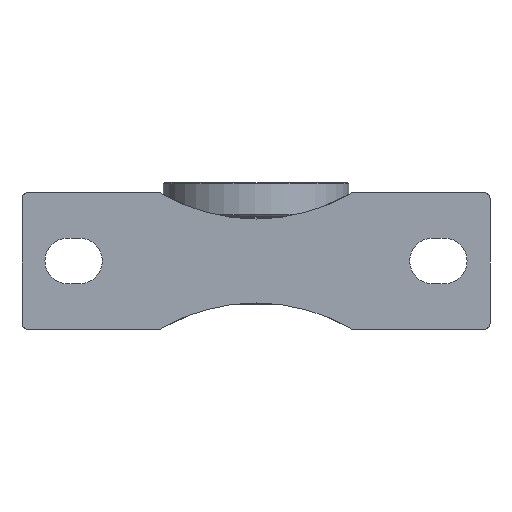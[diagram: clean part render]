
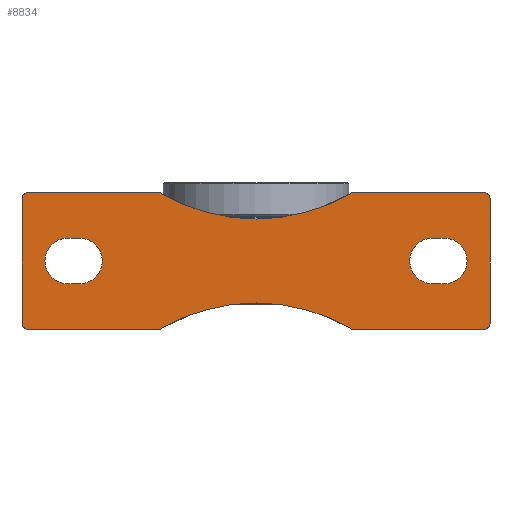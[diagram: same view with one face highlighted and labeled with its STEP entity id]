
A CAD part, front view. The second image highlights one B-rep face of the part: STEP entity #8834.
In plain terms, the highlighted face is planar.
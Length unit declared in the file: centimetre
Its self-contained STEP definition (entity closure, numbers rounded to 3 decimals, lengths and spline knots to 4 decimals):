
#8119=CARTESIAN_POINT('',(-2.975,-4.2368,0.));
#8120=VERTEX_POINT('',#8119);
#8127=CARTESIAN_POINT('',(-2.975,-9.946,0.));
#8128=VERTEX_POINT('',#8127);
#8129=CARTESIAN_POINT('',(-2.975,-12355.2,0.));
#8130=DIRECTION('',(0.,1.,0.));
#8131=VECTOR('',#8130,24690.);
#8132=LINE('',#8129,#8131);
#8133=EDGE_CURVE('',#8128,#8120,#8132,.T.);
#8272=CARTESIAN_POINT('',(2.721,10.2,0.));
#8273=VERTEX_POINT('',#8272);
#8280=CARTESIAN_POINT('',(-2.721,10.2,0.));
#8281=VERTEX_POINT('',#8280);
#8282=CARTESIAN_POINT('',(-12345.,10.2,0.));
#8283=DIRECTION('',(1.,0.,-0.));
#8284=VECTOR('',#8283,24690.);
#8285=LINE('',#8282,#8284);
#8286=EDGE_CURVE('',#8281,#8273,#8285,.T.);
#8303=CARTESIAN_POINT('',(2.975,9.946,0.));
#8304=VERTEX_POINT('',#8303);
#8311=CARTESIAN_POINT('',(2.721,9.946,0.));
#8312=DIRECTION('',(0.,-0.,1.));
#8313=DIRECTION('',(0.707,0.707,0.));
#8314=AXIS2_PLACEMENT_3D('',#8311,#8312,#8313);
#8315=CIRCLE('',#8314,0.254);
#8316=EDGE_CURVE('',#8304,#8273,#8315,.T.);
#8338=CARTESIAN_POINT('',(2.975,4.2368,0.));
#8339=VERTEX_POINT('',#8338);
#8346=CARTESIAN_POINT('',(2.975,12355.2,0.));
#8347=DIRECTION('',(0.,-1.,0.));
#8348=VECTOR('',#8347,24690.);
#8349=LINE('',#8346,#8348);
#8350=EDGE_CURVE('',#8304,#8339,#8349,.T.);
#8616=CARTESIAN_POINT('',(2.721,-10.2,0.));
#8617=VERTEX_POINT('',#8616);
#8624=CARTESIAN_POINT('',(2.975,-9.946,0.));
#8625=VERTEX_POINT('',#8624);
#8626=CARTESIAN_POINT('',(2.721,-9.946,0.));
#8627=DIRECTION('',(0.,0.,1.));
#8628=DIRECTION('',(0.707,-0.707,0.));
#8629=AXIS2_PLACEMENT_3D('',#8626,#8627,#8628);
#8630=CIRCLE('',#8629,0.254);
#8631=EDGE_CURVE('',#8617,#8625,#8630,.T.);
#8642=CARTESIAN_POINT('',(1.3307,-5.3134,0.));
#8643=DIRECTION('',(0.,0.,1.));
#8644=DIRECTION('',(1.,0.,0.));
#8645=AXIS2_PLACEMENT_3D('',#8642,#8643,#8644);
#8646=PLANE('',#8645);
#8647=ORIENTED_EDGE('',*,*,#8316,.F.);
#8648=ORIENTED_EDGE('',*,*,#8350,.T.);
#8649=CARTESIAN_POINT('',(2.9404,4.1087,0.));
#8650=VERTEX_POINT('',#8649);
#8651=CARTESIAN_POINT('',(2.721,4.2368,0.));
#8652=DIRECTION('',(0.,0.,1.));
#8653=DIRECTION('',(0.965,-0.261,0.));
#8654=AXIS2_PLACEMENT_3D('',#8651,#8652,#8653);
#8655=CIRCLE('',#8654,0.254);
#8656=EDGE_CURVE('',#8650,#8339,#8655,.T.);
#8657=ORIENTED_EDGE('',*,*,#8656,.F.);
#8658=CARTESIAN_POINT('',(1.8288,0.,0.));
#8659=VERTEX_POINT('',#8658);
#8660=CARTESIAN_POINT('',(9.9783,0.,0.));
#8661=DIRECTION('',(0.,0.,1.));
#8662=DIRECTION('',(1.,0.,-0.));
#8663=AXIS2_PLACEMENT_3D('',#8660,#8661,#8662);
#8664=CIRCLE('',#8663,8.1495);
#8665=EDGE_CURVE('',#8650,#8659,#8664,.T.);
#8666=ORIENTED_EDGE('',*,*,#8665,.T.);
#8667=CARTESIAN_POINT('',(2.9404,-4.1087,0.));
#8668=VERTEX_POINT('',#8667);
#8669=CARTESIAN_POINT('',(9.9783,0.,0.));
#8670=DIRECTION('',(0.,0.,1.));
#8671=DIRECTION('',(1.,0.,-0.));
#8672=AXIS2_PLACEMENT_3D('',#8669,#8670,#8671);
#8673=CIRCLE('',#8672,8.1495);
#8674=EDGE_CURVE('',#8659,#8668,#8673,.T.);
#8675=ORIENTED_EDGE('',*,*,#8674,.T.);
#8676=CARTESIAN_POINT('',(2.975,-4.2368,0.));
#8677=VERTEX_POINT('',#8676);
#8678=CARTESIAN_POINT('',(2.721,-4.2368,0.));
#8679=DIRECTION('',(0.,-0.,1.));
#8680=DIRECTION('',(0.965,0.261,0.));
#8681=AXIS2_PLACEMENT_3D('',#8678,#8679,#8680);
#8682=CIRCLE('',#8681,0.254);
#8683=EDGE_CURVE('',#8677,#8668,#8682,.T.);
#8684=ORIENTED_EDGE('',*,*,#8683,.F.);
#8685=CARTESIAN_POINT('',(2.975,-12355.2,0.));
#8686=DIRECTION('',(0.,1.,0.));
#8687=VECTOR('',#8686,24690.);
#8688=LINE('',#8685,#8687);
#8689=EDGE_CURVE('',#8625,#8677,#8688,.T.);
#8690=ORIENTED_EDGE('',*,*,#8689,.F.);
#8691=ORIENTED_EDGE('',*,*,#8631,.F.);
#8692=CARTESIAN_POINT('',(-2.721,-10.2,0.));
#8693=VERTEX_POINT('',#8692);
#8694=CARTESIAN_POINT('',(-12345.,-10.2,0.));
#8695=DIRECTION('',(1.,0.,-0.));
#8696=VECTOR('',#8695,24690.);
#8697=LINE('',#8694,#8696);
#8698=EDGE_CURVE('',#8693,#8617,#8697,.T.);
#8699=ORIENTED_EDGE('',*,*,#8698,.F.);
#8700=CARTESIAN_POINT('',(-2.721,-9.946,0.));
#8701=DIRECTION('',(0.,0.,1.));
#8702=DIRECTION('',(-0.707,-0.707,0.));
#8703=AXIS2_PLACEMENT_3D('',#8700,#8701,#8702);
#8704=CIRCLE('',#8703,0.254);
#8705=EDGE_CURVE('',#8128,#8693,#8704,.T.);
#8706=ORIENTED_EDGE('',*,*,#8705,.F.);
#8707=ORIENTED_EDGE('',*,*,#8133,.T.);
#8708=CARTESIAN_POINT('',(-2.9404,-4.1087,0.));
#8709=VERTEX_POINT('',#8708);
#8710=CARTESIAN_POINT('',(-2.721,-4.2368,0.));
#8711=DIRECTION('',(0.,0.,1.));
#8712=DIRECTION('',(-0.965,0.261,0.));
#8713=AXIS2_PLACEMENT_3D('',#8710,#8711,#8712);
#8714=CIRCLE('',#8713,0.254);
#8715=EDGE_CURVE('',#8709,#8120,#8714,.T.);
#8716=ORIENTED_EDGE('',*,*,#8715,.F.);
#8717=CARTESIAN_POINT('',(-1.8288,-0.,0.));
#8718=VERTEX_POINT('',#8717);
#8719=CARTESIAN_POINT('',(-9.9783,0.,0.));
#8720=DIRECTION('',(0.,0.,-1.));
#8721=DIRECTION('',(-1.,0.,0.));
#8722=AXIS2_PLACEMENT_3D('',#8719,#8720,#8721);
#8723=CIRCLE('',#8722,8.1495);
#8724=EDGE_CURVE('',#8718,#8709,#8723,.T.);
#8725=ORIENTED_EDGE('',*,*,#8724,.F.);
#8726=CARTESIAN_POINT('',(-2.9404,4.1087,0.));
#8727=VERTEX_POINT('',#8726);
#8728=CARTESIAN_POINT('',(-9.9783,0.,0.));
#8729=DIRECTION('',(0.,0.,-1.));
#8730=DIRECTION('',(-1.,0.,0.));
#8731=AXIS2_PLACEMENT_3D('',#8728,#8729,#8730);
#8732=CIRCLE('',#8731,8.1495);
#8733=EDGE_CURVE('',#8727,#8718,#8732,.T.);
#8734=ORIENTED_EDGE('',*,*,#8733,.F.);
#8735=CARTESIAN_POINT('',(-2.975,4.2368,0.));
#8736=VERTEX_POINT('',#8735);
#8737=CARTESIAN_POINT('',(-2.721,4.2368,0.));
#8738=DIRECTION('',(0.,0.,1.));
#8739=DIRECTION('',(-0.965,-0.261,0.));
#8740=AXIS2_PLACEMENT_3D('',#8737,#8738,#8739);
#8741=CIRCLE('',#8740,0.254);
#8742=EDGE_CURVE('',#8736,#8727,#8741,.T.);
#8743=ORIENTED_EDGE('',*,*,#8742,.F.);
#8744=CARTESIAN_POINT('',(-2.975,9.946,0.));
#8745=VERTEX_POINT('',#8744);
#8746=CARTESIAN_POINT('',(-2.975,12355.2,0.));
#8747=DIRECTION('',(0.,-1.,0.));
#8748=VECTOR('',#8747,24690.);
#8749=LINE('',#8746,#8748);
#8750=EDGE_CURVE('',#8745,#8736,#8749,.T.);
#8751=ORIENTED_EDGE('',*,*,#8750,.F.);
#8752=CARTESIAN_POINT('',(-2.721,9.946,0.));
#8753=DIRECTION('',(0.,0.,1.));
#8754=DIRECTION('',(-0.707,0.707,0.));
#8755=AXIS2_PLACEMENT_3D('',#8752,#8753,#8754);
#8756=CIRCLE('',#8755,0.254);
#8757=EDGE_CURVE('',#8281,#8745,#8756,.T.);
#8758=ORIENTED_EDGE('',*,*,#8757,.F.);
#8759=ORIENTED_EDGE('',*,*,#8286,.T.);
#8760=EDGE_LOOP('',(#8647,#8648,#8657,#8666,#8675,#8684,#8690,#8691,#8699,#8706,#8707,#8716,#8725,#8734,#8743,#8751,#8758,#8759));
#8761=FACE_BOUND('',#8760,.T.);
#8762=CARTESIAN_POINT('',(1.,8.2,0.));
#8763=VERTEX_POINT('',#8762);
#8764=CARTESIAN_POINT('',(-1.,8.2,0.));
#8765=VERTEX_POINT('',#8764);
#8766=CARTESIAN_POINT('',(0.,8.2,0.));
#8767=DIRECTION('',(0.,0.,1.));
#8768=DIRECTION('',(-1.,0.,0.));
#8769=AXIS2_PLACEMENT_3D('',#8766,#8767,#8768);
#8770=CIRCLE('',#8769,1.);
#8771=EDGE_CURVE('',#8763,#8765,#8770,.T.);
#8772=ORIENTED_EDGE('',*,*,#8771,.T.);
#8773=CARTESIAN_POINT('',(-1.,7.7,0.));
#8774=VERTEX_POINT('',#8773);
#8775=CARTESIAN_POINT('',(-1.,12346.3183,0.));
#8776=DIRECTION('',(0.,-1.,0.));
#8777=VECTOR('',#8776,24690.);
#8778=LINE('',#8775,#8777);
#8779=EDGE_CURVE('',#8765,#8774,#8778,.T.);
#8780=ORIENTED_EDGE('',*,*,#8779,.T.);
#8781=CARTESIAN_POINT('',(1.,7.7,0.));
#8782=VERTEX_POINT('',#8781);
#8783=CARTESIAN_POINT('',(0.,7.7,0.));
#8784=DIRECTION('',(0.,0.,1.));
#8785=DIRECTION('',(-1.,0.,0.));
#8786=AXIS2_PLACEMENT_3D('',#8783,#8784,#8785);
#8787=CIRCLE('',#8786,1.);
#8788=EDGE_CURVE('',#8774,#8782,#8787,.T.);
#8789=ORIENTED_EDGE('',*,*,#8788,.T.);
#8790=CARTESIAN_POINT('',(1.,-12343.6817,0.));
#8791=DIRECTION('',(0.,1.,-0.));
#8792=VECTOR('',#8791,24690.);
#8793=LINE('',#8790,#8792);
#8794=EDGE_CURVE('',#8782,#8763,#8793,.T.);
#8795=ORIENTED_EDGE('',*,*,#8794,.T.);
#8796=EDGE_LOOP('',(#8772,#8780,#8789,#8795));
#8797=FACE_BOUND('',#8796,.T.);
#8798=CARTESIAN_POINT('',(1.,-7.7,0.));
#8799=VERTEX_POINT('',#8798);
#8800=CARTESIAN_POINT('',(-1.,-7.7,0.));
#8801=VERTEX_POINT('',#8800);
#8802=CARTESIAN_POINT('',(-0.,-7.7,0.));
#8803=DIRECTION('',(0.,0.,1.));
#8804=DIRECTION('',(1.,0.,-0.));
#8805=AXIS2_PLACEMENT_3D('',#8802,#8803,#8804);
#8806=CIRCLE('',#8805,1.);
#8807=EDGE_CURVE('',#8799,#8801,#8806,.T.);
#8808=ORIENTED_EDGE('',*,*,#8807,.T.);
#8809=CARTESIAN_POINT('',(-1.,-8.2,0.));
#8810=VERTEX_POINT('',#8809);
#8811=CARTESIAN_POINT('',(-1.,12338.3683,0.));
#8812=DIRECTION('',(0.,-1.,0.));
#8813=VECTOR('',#8812,24690.);
#8814=LINE('',#8811,#8813);
#8815=EDGE_CURVE('',#8801,#8810,#8814,.T.);
#8816=ORIENTED_EDGE('',*,*,#8815,.T.);
#8817=CARTESIAN_POINT('',(1.,-8.2,0.));
#8818=VERTEX_POINT('',#8817);
#8819=CARTESIAN_POINT('',(0.,-8.2,0.));
#8820=DIRECTION('',(0.,0.,1.));
#8821=DIRECTION('',(-1.,0.,0.));
#8822=AXIS2_PLACEMENT_3D('',#8819,#8820,#8821);
#8823=CIRCLE('',#8822,1.);
#8824=EDGE_CURVE('',#8810,#8818,#8823,.T.);
#8825=ORIENTED_EDGE('',*,*,#8824,.T.);
#8826=CARTESIAN_POINT('',(1.,-12351.6317,0.));
#8827=DIRECTION('',(0.,1.,0.));
#8828=VECTOR('',#8827,24690.);
#8829=LINE('',#8826,#8828);
#8830=EDGE_CURVE('',#8818,#8799,#8829,.T.);
#8831=ORIENTED_EDGE('',*,*,#8830,.T.);
#8832=EDGE_LOOP('',(#8808,#8816,#8825,#8831));
#8833=FACE_BOUND('',#8832,.T.);
#8834=ADVANCED_FACE('',(#8761,#8797,#8833),#8646,.F.);
